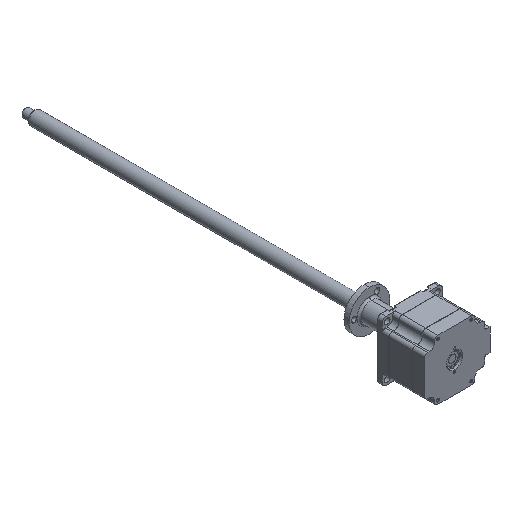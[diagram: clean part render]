
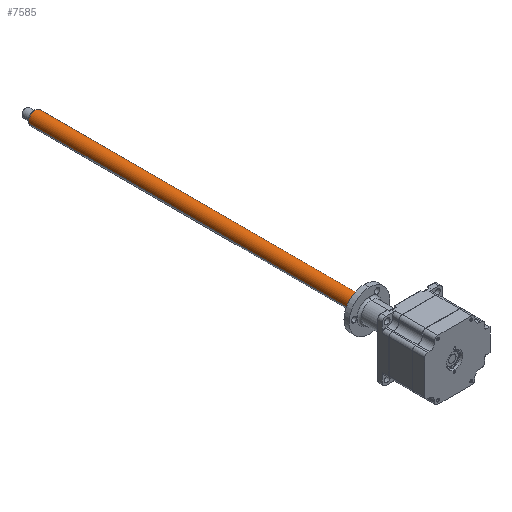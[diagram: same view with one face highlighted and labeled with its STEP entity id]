
A CAD part, isometric view. The second image highlights one B-rep face of the part: STEP entity #7585.
In plain terms, the highlighted cylindrical face has radius 6.225 mm (diameter 12.45 mm), a partial arc.
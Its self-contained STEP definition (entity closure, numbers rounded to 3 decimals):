
#102 = DIRECTION ( 'NONE',  ( -0.975, 0., -0.224 ) ) ;
#393 = AXIS2_PLACEMENT_3D ( 'NONE', #1025, #10582, #102 ) ;
#481 = CIRCLE ( 'NONE', #8612, 6.225 ) ;
#1025 = CARTESIAN_POINT ( 'NONE',  ( -17.293, 353.999, 33.35 ) ) ;
#1350 = LINE ( 'NONE', #5328, #3924 ) ;
#1683 = CARTESIAN_POINT ( 'NONE',  ( -23.36, 353.999, 31.956 ) ) ;
#1704 = VECTOR ( 'NONE', #9314, 1000. ) ;
#2654 = AXIS2_PLACEMENT_3D ( 'NONE', #9864, #4167, #10838 ) ;
#2762 = DIRECTION ( 'NONE',  ( 0., -1., 0. ) ) ;
#3299 = CARTESIAN_POINT ( 'NONE',  ( -11.226, 352.999, 34.744 ) ) ;
#3924 = VECTOR ( 'NONE', #11967, 1000. ) ;
#4121 = VERTEX_POINT ( 'NONE', #3299 ) ;
#4167 = DIRECTION ( 'NONE',  ( 0., -1., 0. ) ) ;
#4207 = CARTESIAN_POINT ( 'NONE',  ( -23.36, 352.999, 31.956 ) ) ;
#5002 = FACE_OUTER_BOUND ( 'NONE', #7969, .T. ) ;
#5215 = EDGE_CURVE ( 'NONE', #8460, #8762, #481, .T. ) ;
#5328 = CARTESIAN_POINT ( 'NONE',  ( -11.226, 353.999, 34.744 ) ) ;
#6196 = CIRCLE ( 'NONE', #2654, 6.225 ) ;
#6563 = EDGE_CURVE ( 'NONE', #4121, #8353, #6196, .T. ) ;
#6622 = CYLINDRICAL_SURFACE ( 'NONE', #393, 6.225 ) ;
#6963 = ORIENTED_EDGE ( 'NONE', *, *, #10883, .F. ) ;
#7183 = CARTESIAN_POINT ( 'NONE',  ( -11.226, 3.999, 34.744 ) ) ;
#7585 = ADVANCED_FACE ( 'NONE', ( #5002 ), #6622, .T. ) ;
#7969 = EDGE_LOOP ( 'NONE', ( #6963, #11486, #11770, #10425 ) ) ;
#8275 = CARTESIAN_POINT ( 'NONE',  ( -23.36, 3.999, 31.956 ) ) ;
#8353 = VERTEX_POINT ( 'NONE', #4207 ) ;
#8460 = VERTEX_POINT ( 'NONE', #7183 ) ;
#8470 = CARTESIAN_POINT ( 'NONE',  ( -17.293, 3.999, 33.35 ) ) ;
#8612 = AXIS2_PLACEMENT_3D ( 'NONE', #8470, #2762, #9429 ) ;
#8762 = VERTEX_POINT ( 'NONE', #8275 ) ;
#9255 = EDGE_CURVE ( 'NONE', #8353, #8762, #11538, .T. ) ;
#9314 = DIRECTION ( 'NONE',  ( 0., -1., 0. ) ) ;
#9429 = DIRECTION ( 'NONE',  ( -0.975, 0., -0.224 ) ) ;
#9864 = CARTESIAN_POINT ( 'NONE',  ( -17.293, 352.999, 33.35 ) ) ;
#10425 = ORIENTED_EDGE ( 'NONE', *, *, #5215, .F. ) ;
#10582 = DIRECTION ( 'NONE',  ( 0., -1., 0. ) ) ;
#10838 = DIRECTION ( 'NONE',  ( 0.975, 0., 0.224 ) ) ;
#10883 = EDGE_CURVE ( 'NONE', #4121, #8460, #1350, .T. ) ;
#11486 = ORIENTED_EDGE ( 'NONE', *, *, #6563, .T. ) ;
#11538 = LINE ( 'NONE', #1683, #1704 ) ;
#11770 = ORIENTED_EDGE ( 'NONE', *, *, #9255, .T. ) ;
#11967 = DIRECTION ( 'NONE',  ( 0., -1., 0. ) ) ;
